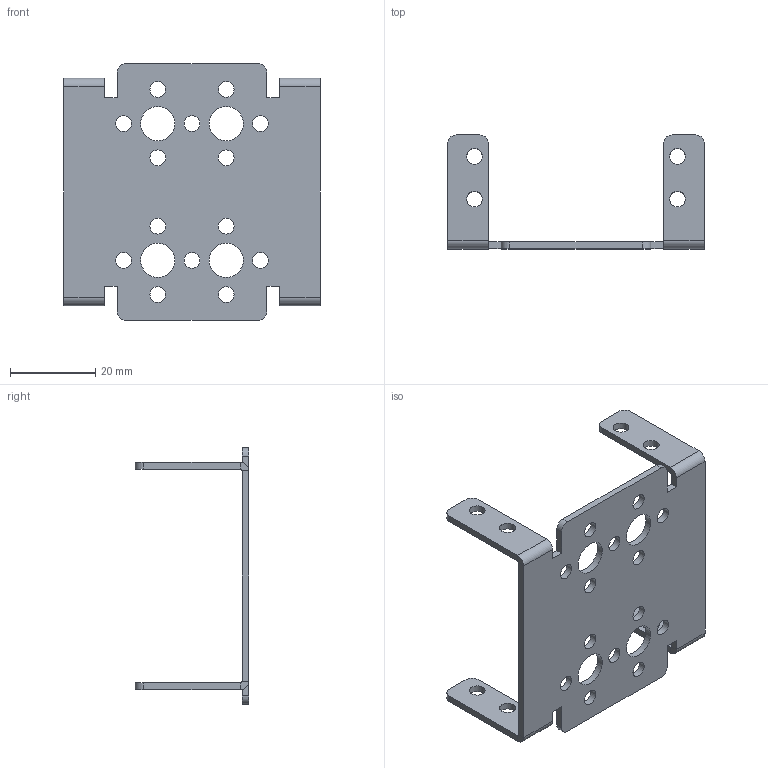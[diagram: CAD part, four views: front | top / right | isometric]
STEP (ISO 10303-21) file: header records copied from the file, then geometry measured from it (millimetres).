
FILE_DESCRIPTION(/* description */ (''),/* implementation_level */ '2;1');
FILE_NAME(/* name */ 'Tetrix_739064.ipt.stp',/* time_stamp */ '2014-12-18T17:46:06-08:00',/* author */ ('Autodesk Inc.'),/* organization */ ('Autodesk.Inc.'),/* preprocessor_version */ 'ST-DEVELOPER v15.6',/* originating_system */ 'Autodesk Inventor 2015',/* authorisation */ '');
FILE_SCHEMA (('AUTOMOTIVE_DESIGN { 1 0 10303 214 3 1 1 }'));
Length unit declared in the file: millimetre
Products named in the file (1): Tetrix_739064
Bounding box: 60 x 26.6 x 60 mm (x, y, z)
Volume: 6171.7 mm3; surface area: 9024.5 mm2
Topology: 1 solids, 1 shells, 92 faces, 238 edges, 148 vertices
Faces by surface type: plane 46, cylinder 46
Full cylindrical faces by diameter (mm): 3.7 x22, 8 x4
Entity records: 2895 total; most frequent: DIRECTION 490, CARTESIAN_POINT 453, ORIENTED_EDGE 424, EDGE_CURVE 212, AXIS2_PLACEMENT_3D 185, EDGE_LOOP 170, VERTEX_POINT 148, LINE 120
